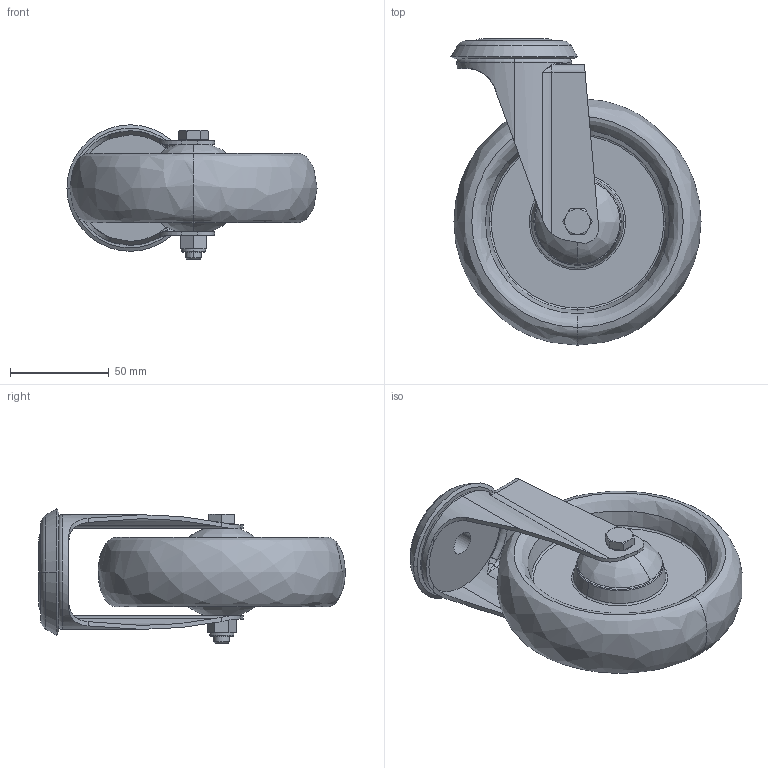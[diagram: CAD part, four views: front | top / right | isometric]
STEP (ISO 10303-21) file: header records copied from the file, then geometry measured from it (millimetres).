
FILE_DESCRIPTION (( 'STEP AP214' ), '1' );
FILE_NAME ('0030139.step', '2022-11-23T10:26:04', ( '' ), ( '' ), 'SwSTEP 2.0', 'SolidWorks 2020', '' );
FILE_SCHEMA (( 'AUTOMOTIVE_DESIGN' ));
Length unit declared in the file: millimetre
Products named in the file (1): 0030139
Bounding box: 126.5 x 154.97 x 68 mm (x, y, z)
Volume: 280301 mm3; surface area: 112670.2 mm2
Topology: 7 solids, 7 shells, 213 faces, 478 edges, 290 vertices
Faces by surface type: plane 59, cylinder 52, torus 44, cone 36, bspline 22
Entity records: 8917 total; most frequent: CARTESIAN_POINT 1752, DIRECTION 1058, ORIENTED_EDGE 948, EDGE_CURVE 474, AXIS2_PLACEMENT_3D 458, VERTEX_POINT 290, CIRCLE 266, EDGE_LOOP 244
